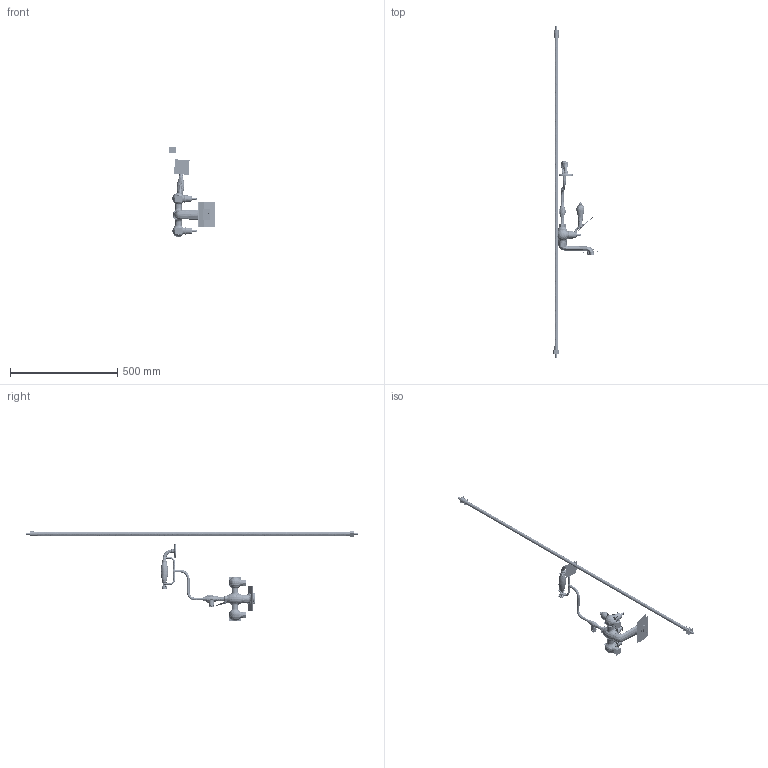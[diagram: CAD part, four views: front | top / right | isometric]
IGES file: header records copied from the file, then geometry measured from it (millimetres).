
Start section:  PTC IGES file: t8.igs
Global section: file name: t8.igs; native system: Creo Parametric by PTC Inc.; preprocessor: 2014500; author: Administrator; organization: Unknown; date: 20210702.140622; units: inch
Bounding box: 213.5 x 1545.75 x 419.36 mm (x, y, z)
Volume: 1914012.9 mm3; surface area: 8188233.6 mm2
Topology: 67 solids, 513 shells, 11692 faces, 79310 edges, 113372 vertices
Faces by surface type: bspline 6550, revolution 5142
